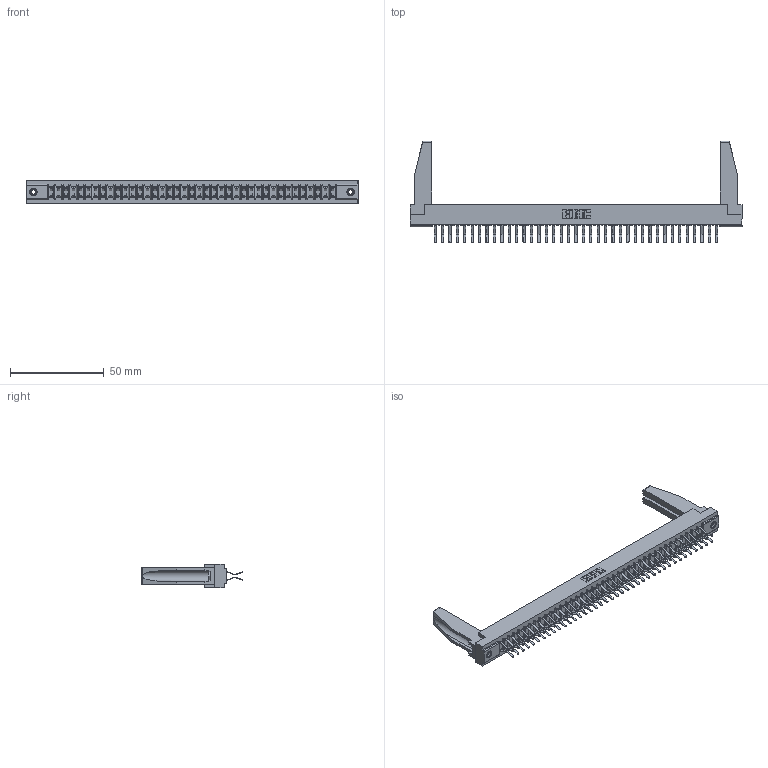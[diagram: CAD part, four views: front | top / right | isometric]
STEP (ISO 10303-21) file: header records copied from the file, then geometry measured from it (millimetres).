
FILE_DESCRIPTION (( 'STEP AP203' ), '1' );
FILE_NAME ('357-078-560-278.STEP', '2019-09-19T15:10:53', ( '' ), ( '' ), 'SwSTEP 2.0', 'SolidWorks 2016', '' );
FILE_SCHEMA (( 'CONFIG_CONTROL_DESIGN' ));
Length unit declared in the file: inch
Products named in the file (5): 345-250-001_345-250-001-102; 357-078-560-278; 307-290-001_560; 307-220-078; 307 Part_.156 Dia Mounting Holes
Assembly tree (83 placements, depth 2):
  357-078-560-278
    307 Part_.156 Dia Mounting Holes
    307-290-001_560  x78
    307-220-078  x2
    345-250-001_345-250-001-102  x2
Bounding box: 177.55 x 54.43 x 12.7 mm (x, y, z)
Volume: 22949.2 mm3; surface area: 27483 mm2
Topology: 83 solids, 83 shells, 4188 faces, 11729 edges, 7598 vertices
Faces by surface type: plane 2728, cylinder 1364, sphere 80, cone 12, torus 4
Entity records: 37595 total; most frequent: CARTESIAN_POINT 6161, ORIENTED_EDGE 6064, DIRECTION 5990, EDGE_CURVE 3032, LINE 2328, VECTOR 2328, VERTEX_POINT 1960, AXIS2_PLACEMENT_3D 1831
